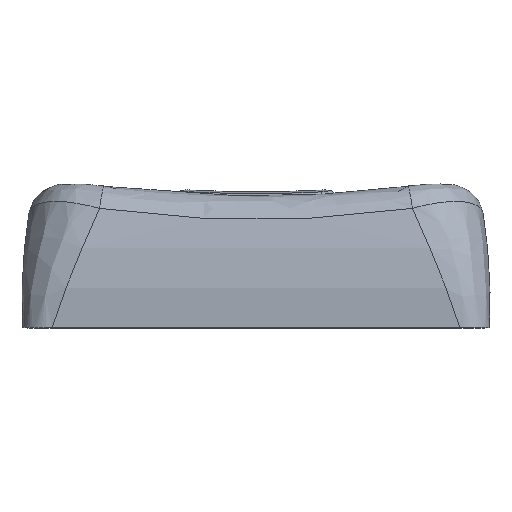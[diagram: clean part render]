
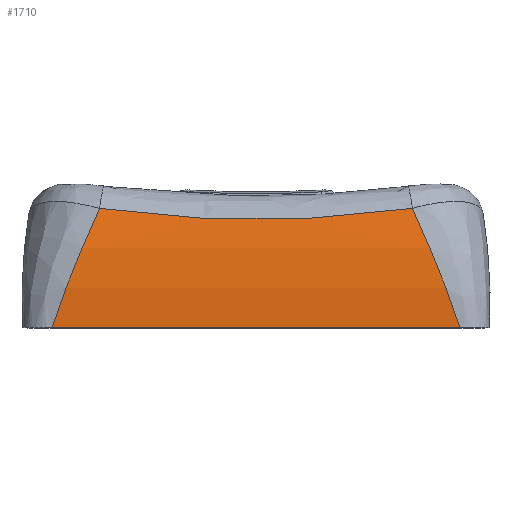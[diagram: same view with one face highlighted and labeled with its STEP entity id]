
A CAD part, top view. The second image highlights one B-rep face of the part: STEP entity #1710.
In plain terms, the highlighted cylindrical face has radius 11.654 mm (diameter 23.308 mm), a partial arc.
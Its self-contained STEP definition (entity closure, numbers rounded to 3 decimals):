
#59=LINE('',#2713,#137);
#137=VECTOR('',#1997,10.);
#215=CYLINDRICAL_SURFACE('',#1840,11.654);
#255=FACE_OUTER_BOUND('',#370,.T.);
#370=EDGE_LOOP('',(#1140,#1141,#1142,#1143));
#482=ELLIPSE('',#1834,38.466,37.237);
#574=B_SPLINE_CURVE_WITH_KNOTS('',3,(#2619,#2620,#2621,#2622,#2623,#2624),
 .UNSPECIFIED.,.F.,.F.,(4,2,4),(-0.102,0.,0.353),
 .UNSPECIFIED.);
#575=B_SPLINE_CURVE_WITH_KNOTS('',3,(#2668,#2669,#2670,#2671,#2672,#2673),
 .UNSPECIFIED.,.F.,.F.,(4,2,4),(-0.102,0.,0.353),
 .UNSPECIFIED.);
#680=VERTEX_POINT('',#2393);
#681=VERTEX_POINT('',#2395);
#689=VERTEX_POINT('',#2606);
#690=VERTEX_POINT('',#2667);
#844=EDGE_CURVE('',#681,#680,#482,.T.);
#857=EDGE_CURVE('',#680,#689,#574,.F.);
#858=EDGE_CURVE('',#690,#681,#575,.T.);
#861=EDGE_CURVE('',#690,#689,#59,.T.);
#1140=ORIENTED_EDGE('',*,*,#857,.T.);
#1141=ORIENTED_EDGE('',*,*,#861,.F.);
#1142=ORIENTED_EDGE('',*,*,#858,.T.);
#1143=ORIENTED_EDGE('',*,*,#844,.T.);
#1710=ADVANCED_FACE('',(#255),#215,.T.);
#1834=AXIS2_PLACEMENT_3D('',#2396,#1983,#1984);
#1840=AXIS2_PLACEMENT_3D('',#2712,#1995,#1996);
#1983=DIRECTION('center_axis',(0.,-0.304,-0.953));
#1984=DIRECTION('ref_axis',(1.,0.,0.));
#1995=DIRECTION('center_axis',(-1.,0.,
0.));
#1996=DIRECTION('ref_axis',(0.,0.,
1.));
#1997=DIRECTION('',(-1.,0.,0.));
#2393=CARTESIAN_POINT('',(-99.879,7.045,-178.22));
#2395=CARTESIAN_POINT('',(-87.921,7.045,-178.22));
#2396=CARTESIAN_POINT('Origin',(-93.9,42.086,-189.409));
#2606=CARTESIAN_POINT('',(-101.695,2.5,-177.711));
#2619=CARTESIAN_POINT('Ctrl Pts',(-101.695,2.5,-177.711));
#2620=CARTESIAN_POINT('Ctrl Pts',(-101.587,2.831,-177.683));
#2621=CARTESIAN_POINT('Ctrl Pts',(-101.472,3.164,-177.668));
#2622=CARTESIAN_POINT('Ctrl Pts',(-100.928,4.662,-177.668));
#2623=CARTESIAN_POINT('Ctrl Pts',(-100.424,5.857,-177.841));
#2624=CARTESIAN_POINT('Ctrl Pts',(-99.879,7.045,-178.22));
#2667=CARTESIAN_POINT('',(-86.105,2.5,-177.711));
#2668=CARTESIAN_POINT('Ctrl Pts',(-86.105,2.5,-177.711));
#2669=CARTESIAN_POINT('Ctrl Pts',(-86.213,2.831,-177.683));
#2670=CARTESIAN_POINT('Ctrl Pts',(-86.328,3.164,-177.668));
#2671=CARTESIAN_POINT('Ctrl Pts',(-86.872,4.662,-177.668));
#2672=CARTESIAN_POINT('Ctrl Pts',(-87.376,5.857,-177.841));
#2673=CARTESIAN_POINT('Ctrl Pts',(-87.921,7.045,-178.22));
#2712=CARTESIAN_POINT('Origin',(-93.9,3.5,-189.322));
#2713=CARTESIAN_POINT('',(-93.9,2.5,-177.711));
